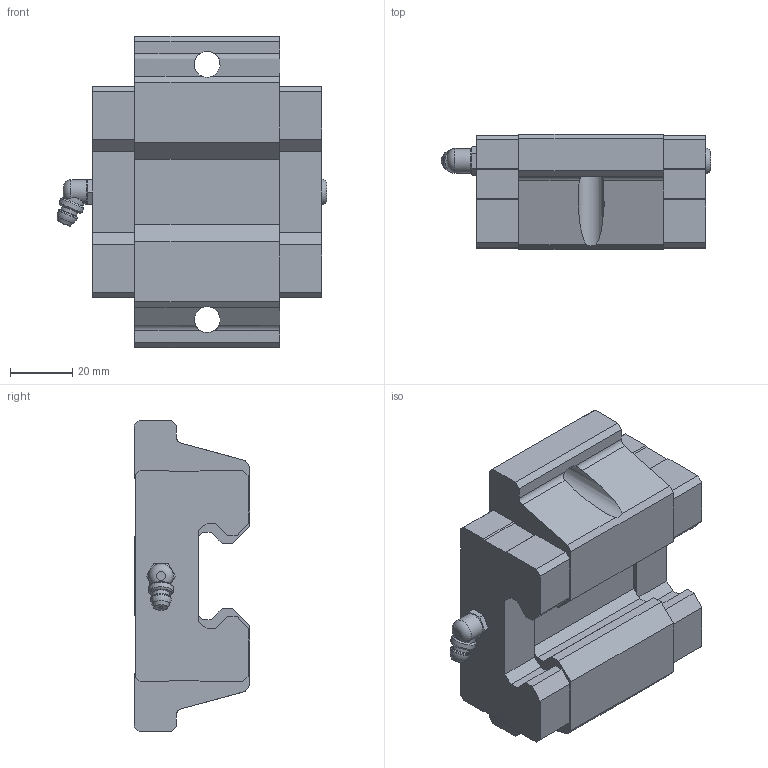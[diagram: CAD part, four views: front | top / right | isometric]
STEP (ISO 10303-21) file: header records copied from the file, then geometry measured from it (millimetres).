
FILE_DESCRIPTION(/* description */ ('STEP AP214'),/* implementation_level */ '2;1');
FILE_NAME(/* name */ 'LSD35BK-F1S-N-SB-M6',/* time_stamp */ '2022-10-21T21:05:41+02:00',/* author */ ('License CC BY-ND 4.0'),/* organization */ ('CADENAS'),/* preprocessor_version */ 'ST-DEVELOPER v18.102',/* originating_system */ 'PARTsolutions',/* authorisation */ ' ');
FILE_SCHEMA (('AUTOMOTIVE_DESIGN {1 0 10303 214 3 1 1}'));
Length unit declared in the file: millimetre
Products named in the file (1): LSD35BK-F1S-N-SB-M6
Bounding box: 86.66 x 37 x 100 mm (x, y, z)
Volume: 178766.4 mm3; surface area: 26975.3 mm2
Topology: 1 solids, 1 shells, 145 faces, 409 edges, 268 vertices
Faces by surface type: plane 121, cylinder 12, cone 6, torus 5, sphere 1
Full cylindrical faces by diameter (mm): 5.5 x1, 6.6 x1, 7.85 x1, 8 x1, 8.376 x2
Entity records: 4536 total; most frequent: CARTESIAN_POINT 875, ORIENTED_EDGE 768, DIRECTION 694, EDGE_CURVE 384, LINE 322, VECTOR 322, VERTEX_POINT 261, AXIS2_PLACEMENT_3D 186
